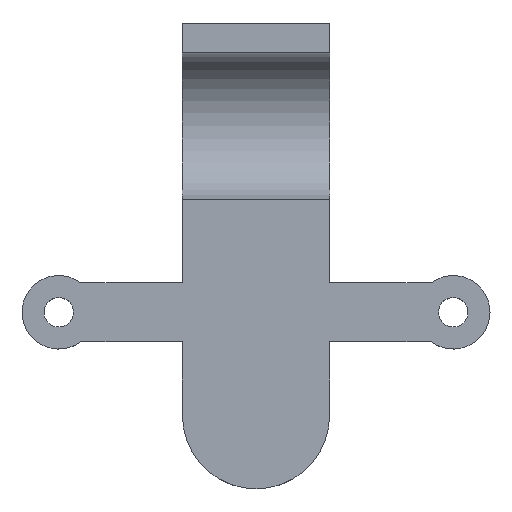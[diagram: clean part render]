
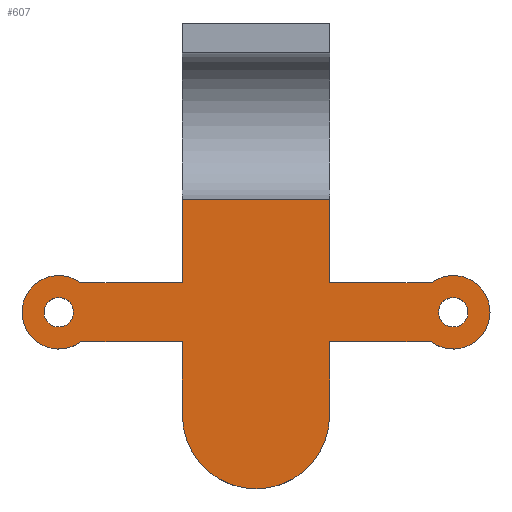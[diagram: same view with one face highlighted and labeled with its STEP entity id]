
A CAD part, top view. The second image highlights one B-rep face of the part: STEP entity #607.
In plain terms, the highlighted planar face has unit normal (0, 0, 1).
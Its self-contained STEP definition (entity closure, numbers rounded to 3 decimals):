
#24=FACE_BOUND('',#103,.T.);
#25=FACE_BOUND('',#104,.T.);
#37=CIRCLE('',#651,1.);
#38=CIRCLE('',#653,1.);
#39=CIRCLE('',#657,2.5);
#40=CIRCLE('',#661,5.);
#41=CIRCLE('',#665,2.5);
#68=FACE_OUTER_BOUND('',#102,.T.);
#102=EDGE_LOOP('',(#505,#506,#507,#508,#509,#510,#511,#512,#513,#514,#515,
#516));
#103=EDGE_LOOP('',(#517));
#104=EDGE_LOOP('',(#518));
#153=LINE('',#3053,#217);
#156=LINE('',#3059,#220);
#159=LINE('',#3067,#223);
#161=LINE('',#3071,#225);
#164=LINE('',#3079,#228);
#166=LINE('',#3083,#230);
#169=LINE('',#3091,#233);
#171=LINE('',#3094,#235);
#172=LINE('',#3095,#236);
#217=VECTOR('',#764,10.);
#220=VECTOR('',#769,10.);
#223=VECTOR('',#778,10.);
#225=VECTOR('',#782,10.);
#228=VECTOR('',#791,10.);
#230=VECTOR('',#795,10.);
#233=VECTOR('',#804,10.);
#235=VECTOR('',#808,10.);
#236=VECTOR('',#809,10.);
#284=VERTEX_POINT('',#3042);
#285=VERTEX_POINT('',#3046);
#286=VERTEX_POINT('',#3050);
#287=VERTEX_POINT('',#3052);
#288=VERTEX_POINT('',#3056);
#289=VERTEX_POINT('',#3058);
#290=VERTEX_POINT('',#3062);
#291=VERTEX_POINT('',#3066);
#292=VERTEX_POINT('',#3070);
#293=VERTEX_POINT('',#3074);
#294=VERTEX_POINT('',#3078);
#295=VERTEX_POINT('',#3082);
#296=VERTEX_POINT('',#3086);
#297=VERTEX_POINT('',#3090);
#351=EDGE_CURVE('',#284,#284,#37,.T.);
#353=EDGE_CURVE('',#285,#285,#38,.T.);
#356=EDGE_CURVE('',#287,#286,#153,.T.);
#359=EDGE_CURVE('',#289,#288,#156,.T.);
#361=EDGE_CURVE('',#290,#289,#39,.T.);
#363=EDGE_CURVE('',#291,#290,#159,.T.);
#365=EDGE_CURVE('',#292,#291,#161,.T.);
#367=EDGE_CURVE('',#293,#292,#40,.T.);
#369=EDGE_CURVE('',#294,#293,#164,.T.);
#371=EDGE_CURVE('',#295,#294,#166,.T.);
#373=EDGE_CURVE('',#296,#295,#41,.T.);
#375=EDGE_CURVE('',#297,#296,#169,.T.);
#377=EDGE_CURVE('',#288,#287,#171,.T.);
#378=EDGE_CURVE('',#286,#297,#172,.T.);
#505=ORIENTED_EDGE('',*,*,#375,.T.);
#506=ORIENTED_EDGE('',*,*,#373,.T.);
#507=ORIENTED_EDGE('',*,*,#371,.T.);
#508=ORIENTED_EDGE('',*,*,#369,.T.);
#509=ORIENTED_EDGE('',*,*,#367,.T.);
#510=ORIENTED_EDGE('',*,*,#365,.T.);
#511=ORIENTED_EDGE('',*,*,#363,.T.);
#512=ORIENTED_EDGE('',*,*,#361,.T.);
#513=ORIENTED_EDGE('',*,*,#359,.T.);
#514=ORIENTED_EDGE('',*,*,#377,.T.);
#515=ORIENTED_EDGE('',*,*,#356,.T.);
#516=ORIENTED_EDGE('',*,*,#378,.T.);
#517=ORIENTED_EDGE('',*,*,#353,.T.);
#518=ORIENTED_EDGE('',*,*,#351,.T.);
#575=PLANE('',#667);
#607=ADVANCED_FACE('',(#68,#24,#25),#575,.T.);
#651=AXIS2_PLACEMENT_3D('',#3043,#753,#754);
#653=AXIS2_PLACEMENT_3D('',#3047,#758,#759);
#657=AXIS2_PLACEMENT_3D('',#3063,#773,#774);
#661=AXIS2_PLACEMENT_3D('',#3075,#786,#787);
#665=AXIS2_PLACEMENT_3D('',#3087,#799,#800);
#667=AXIS2_PLACEMENT_3D('',#3093,#806,#807);
#753=DIRECTION('center_axis',(0.,0.,-1.));
#754=DIRECTION('ref_axis',(1.,0.,0.));
#758=DIRECTION('center_axis',(0.,0.,-1.));
#759=DIRECTION('ref_axis',(1.,0.,0.));
#764=DIRECTION('',(-1.,0.,0.));
#769=DIRECTION('',(-1.,0.,0.));
#773=DIRECTION('center_axis',(0.,0.,1.));
#774=DIRECTION('ref_axis',(1.,0.,0.));
#778=DIRECTION('',(1.,0.,0.));
#782=DIRECTION('',(0.,1.,0.));
#786=DIRECTION('center_axis',(0.,0.,1.));
#787=DIRECTION('ref_axis',(1.,0.,0.));
#791=DIRECTION('',(0.,-1.,0.));
#795=DIRECTION('',(1.,0.,0.));
#799=DIRECTION('center_axis',(0.,0.,1.));
#800=DIRECTION('ref_axis',(1.,0.,0.));
#804=DIRECTION('',(-1.,0.,0.));
#806=DIRECTION('center_axis',(0.,0.,1.));
#807=DIRECTION('ref_axis',(1.,0.,0.));
#808=DIRECTION('',(0.,1.,0.));
#809=DIRECTION('',(0.,-1.,0.));
#3042=CARTESIAN_POINT('',(12.4,0.,2.));
#3043=CARTESIAN_POINT('Origin',(13.4,0.,2.));
#3046=CARTESIAN_POINT('',(-14.4,0.,2.));
#3047=CARTESIAN_POINT('Origin',(-13.4,0.,2.));
#3050=CARTESIAN_POINT('',(-5.,7.65,2.));
#3052=CARTESIAN_POINT('',(5.,7.65,2.));
#3053=CARTESIAN_POINT('',(-5.,7.65,2.));
#3056=CARTESIAN_POINT('',(5.,2.,2.));
#3058=CARTESIAN_POINT('',(11.9,2.,2.));
#3059=CARTESIAN_POINT('',(0.,2.,2.));
#3062=CARTESIAN_POINT('',(11.9,-2.,2.));
#3063=CARTESIAN_POINT('Origin',(13.4,0.,2.));
#3066=CARTESIAN_POINT('',(5.,-2.,2.));
#3067=CARTESIAN_POINT('',(0.,-2.,2.));
#3070=CARTESIAN_POINT('',(5.,-7.,2.));
#3071=CARTESIAN_POINT('',(5.,-7.,2.));
#3074=CARTESIAN_POINT('',(-5.,-7.,2.));
#3075=CARTESIAN_POINT('Origin',(0.,-7.,2.));
#3078=CARTESIAN_POINT('',(-5.,-2.,2.));
#3079=CARTESIAN_POINT('',(-5.,-7.,2.));
#3082=CARTESIAN_POINT('',(-11.9,-2.,2.));
#3083=CARTESIAN_POINT('',(0.,-2.,2.));
#3086=CARTESIAN_POINT('',(-11.9,2.,2.));
#3087=CARTESIAN_POINT('Origin',(-13.4,0.,2.));
#3090=CARTESIAN_POINT('',(-5.,2.,2.));
#3091=CARTESIAN_POINT('',(0.,2.,2.));
#3093=CARTESIAN_POINT('Origin',(0.,-2.175,2.));
#3094=CARTESIAN_POINT('',(5.,2.,2.));
#3095=CARTESIAN_POINT('',(-5.,2.,2.));
